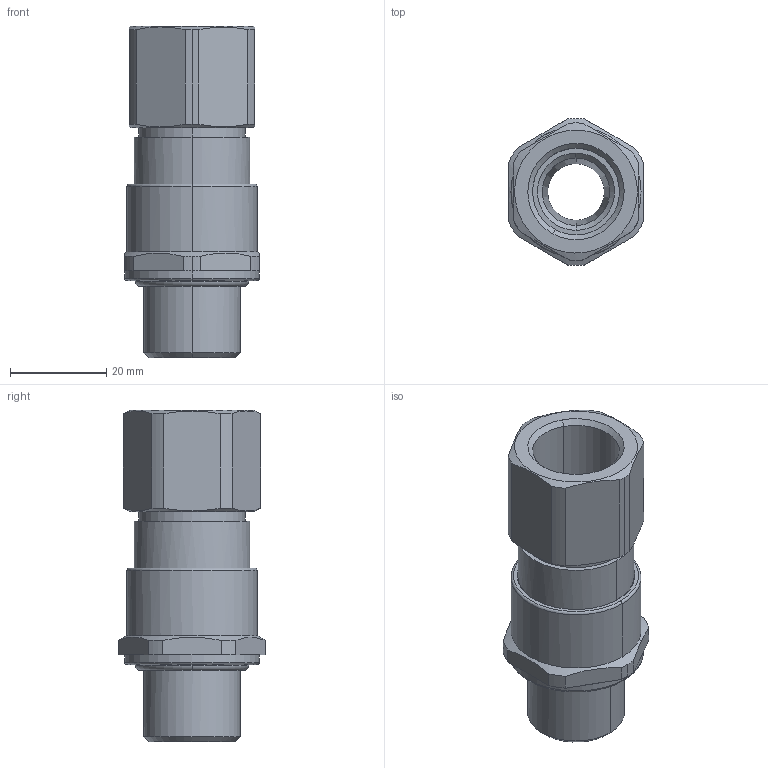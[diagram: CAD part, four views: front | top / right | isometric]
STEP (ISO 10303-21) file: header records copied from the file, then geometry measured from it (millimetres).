
FILE_DESCRIPTION(('CATIA V5 STEP Exchange','CAx-IF Rec.Pracs.--- Model Styling and Organization---1.4--- 2014-01-23'),'2;1');
FILE_NAME ('376324-1_1_1187200000_1187200000.stp','2021-05-19T07:31:48+00:00',('none'),('Weidmueller'),'CATIA Version 5-6 Release 2016 SP3 HF44','CATIA V5 STEP AP214','none');
FILE_SCHEMA(('AUTOMOTIVE_DESIGN { 1 0 10303 214 1 1 1 1 }'));
Length unit declared in the file: millimetre
Products named in the file (1): A2LCS 20 M20-M20F-WM
Bounding box: 28 x 30.5 x 68.75 mm (x, y, z)
Volume: 21669.2 mm3; surface area: 13304.8 mm2
Topology: 3 solids, 3 shells, 112 faces, 268 edges, 168 vertices
Faces by surface type: cylinder 42, plane 30, cone 24, torus 16
Entity records: 3110 total; most frequent: CARTESIAN_POINT 690, ORIENTED_EDGE 536, DIRECTION 389, EDGE_CURVE 268, AXIS2_PLACEMENT_3D 227, VERTEX_POINT 168, CIRCLE 153, EDGE_LOOP 124
